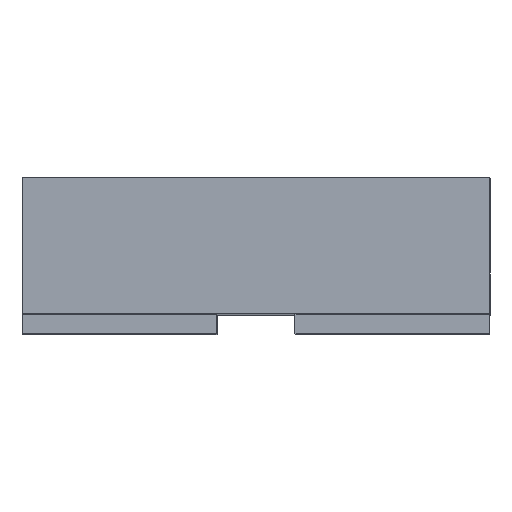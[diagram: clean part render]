
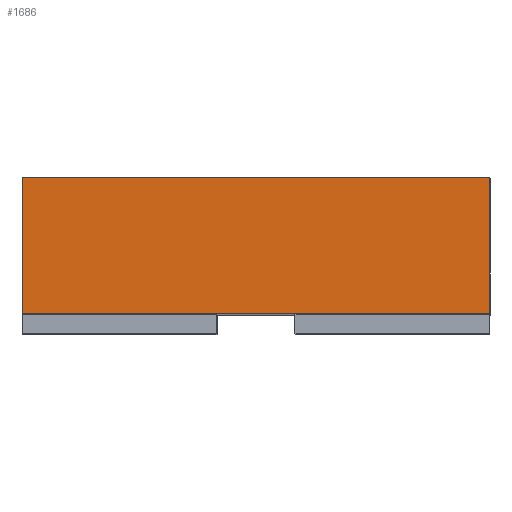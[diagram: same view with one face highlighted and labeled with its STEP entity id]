
A CAD part, top view. The second image highlights one B-rep face of the part: STEP entity #1686.
In plain terms, the highlighted planar face has unit normal (0, 0, 1).
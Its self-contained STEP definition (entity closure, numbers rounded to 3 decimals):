
#20 = CARTESIAN_POINT ( 'NONE',  ( -0.6, 2.963, 0.9 ) ) ;
#78 = ORIENTED_EDGE ( 'NONE', *, *, #2085, .F. ) ;
#86 = CARTESIAN_POINT ( 'NONE',  ( -0.6, 2.963, 0.9 ) ) ;
#215 = DIRECTION ( 'NONE',  ( 1., 0., 0. ) ) ;
#239 = DIRECTION ( 'NONE',  ( 0., -1., 0. ) ) ;
#252 = VERTEX_POINT ( 'NONE', #2720 ) ;
#286 = AXIS2_PLACEMENT_3D ( 'NONE', #86, #734, #2288 ) ;
#616 = VECTOR ( 'NONE', #239, 1000. ) ;
#734 = DIRECTION ( 'NONE',  ( 0., 0., -1. ) ) ;
#735 = DIRECTION ( 'NONE',  ( 0., -1., 0. ) ) ;
#750 = PLANE ( 'NONE',  #286 ) ;
#773 = FACE_OUTER_BOUND ( 'NONE', #2128, .T. ) ;
#867 = LINE ( 'NONE', #20, #616 ) ;
#905 = EDGE_CURVE ( 'NONE', #1336, #2354, #867, .T. ) ;
#1088 = CARTESIAN_POINT ( 'NONE',  ( -0.6, 0.4, 0.9 ) ) ;
#1162 = VECTOR ( 'NONE', #1786, 1000. ) ;
#1239 = VECTOR ( 'NONE', #735, 1000. ) ;
#1250 = ORIENTED_EDGE ( 'NONE', *, *, #1316, .F. ) ;
#1316 = EDGE_CURVE ( 'NONE', #1336, #252, #1699, .T. ) ;
#1336 = VERTEX_POINT ( 'NONE', #1962 ) ;
#1484 = CARTESIAN_POINT ( 'NONE',  ( -0.6, 0.05, 0.9 ) ) ;
#1494 = LINE ( 'NONE', #1856, #1239 ) ;
#1565 = EDGE_CURVE ( 'NONE', #2354, #2057, #1643, .T. ) ;
#1610 = ORIENTED_EDGE ( 'NONE', *, *, #1565, .T. ) ;
#1643 = LINE ( 'NONE', #2673, #1162 ) ;
#1686 = ADVANCED_FACE ( 'NONE', ( #773 ), #750, .F. ) ;
#1699 = LINE ( 'NONE', #1088, #1768 ) ;
#1768 = VECTOR ( 'NONE', #215, 1000. ) ;
#1786 = DIRECTION ( 'NONE',  ( 1., 0., 0. ) ) ;
#1856 = CARTESIAN_POINT ( 'NONE',  ( 0.6, 2.963, 0.9 ) ) ;
#1962 = CARTESIAN_POINT ( 'NONE',  ( -0.6, 0.4, 0.9 ) ) ;
#2057 = VERTEX_POINT ( 'NONE', #2753 ) ;
#2085 = EDGE_CURVE ( 'NONE', #252, #2057, #1494, .T. ) ;
#2128 = EDGE_LOOP ( 'NONE', ( #1250, #2727, #1610, #78 ) ) ;
#2288 = DIRECTION ( 'NONE',  ( -1., 0., 0. ) ) ;
#2354 = VERTEX_POINT ( 'NONE', #1484 ) ;
#2673 = CARTESIAN_POINT ( 'NONE',  ( -0.6, 0.05, 0.9 ) ) ;
#2720 = CARTESIAN_POINT ( 'NONE',  ( 0.6, 0.4, 0.9 ) ) ;
#2727 = ORIENTED_EDGE ( 'NONE', *, *, #905, .T. ) ;
#2753 = CARTESIAN_POINT ( 'NONE',  ( 0.6, 0.05, 0.9 ) ) ;
